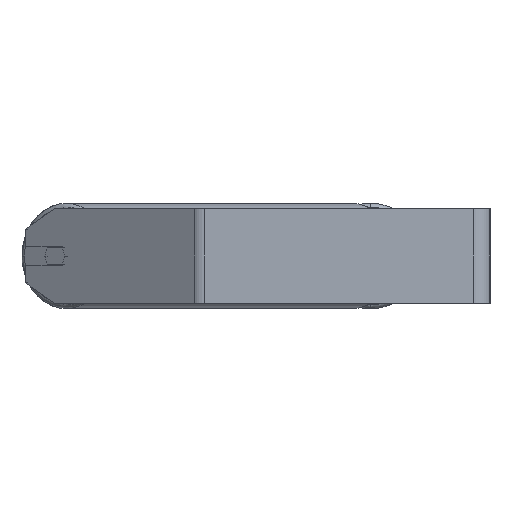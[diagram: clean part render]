
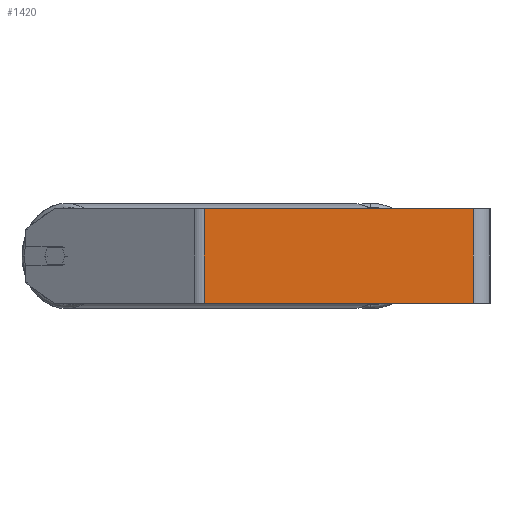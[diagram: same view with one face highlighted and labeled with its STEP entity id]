
A CAD part, left-side view. The second image highlights one B-rep face of the part: STEP entity #1420.
In plain terms, the highlighted planar face has unit normal (-1, 0, 0).
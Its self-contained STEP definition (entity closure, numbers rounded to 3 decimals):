
#165 = EDGE_CURVE ( 'NONE', #2929, #174, #5105, .T. ) ;
#174 = VERTEX_POINT ( 'NONE', #7793 ) ;
#644 = ORIENTED_EDGE ( 'NONE', *, *, #2855, .F. ) ;
#670 = DIRECTION ( 'NONE',  ( 1., 0., 0. ) ) ;
#953 = CARTESIAN_POINT ( 'NONE',  ( -700., 241.283, 40. ) ) ;
#1334 = EDGE_CURVE ( 'NONE', #2865, #2929, #2004, .T. ) ;
#1420 = ADVANCED_FACE ( 'NONE', ( #4072 ), #1428, .F. ) ;
#1428 = PLANE ( 'NONE',  #6177 ) ;
#1537 = VERTEX_POINT ( 'NONE', #6956 ) ;
#1735 = DIRECTION ( 'NONE',  ( 0., -1., 0. ) ) ;
#1957 = DIRECTION ( 'NONE',  ( 0., 0., -1. ) ) ;
#2004 = LINE ( 'NONE', #2754, #6036 ) ;
#2295 = DIRECTION ( 'NONE',  ( 0., -1., 0. ) ) ;
#2501 = DIRECTION ( 'NONE',  ( 0., 0., -1. ) ) ;
#2526 = VECTOR ( 'NONE', #2501, 1000. ) ;
#2754 = CARTESIAN_POINT ( 'NONE',  ( -700., 241.283, 40. ) ) ;
#2855 = EDGE_CURVE ( 'NONE', #2865, #1537, #2913, .T. ) ;
#2865 = VERTEX_POINT ( 'NONE', #953 ) ;
#2913 = LINE ( 'NONE', #8386, #4638 ) ;
#2929 = VERTEX_POINT ( 'NONE', #7102 ) ;
#3107 = CARTESIAN_POINT ( 'NONE',  ( -700., 245.697, -40. ) ) ;
#3997 = ORIENTED_EDGE ( 'NONE', *, *, #165, .T. ) ;
#4072 = FACE_OUTER_BOUND ( 'NONE', #8728, .T. ) ;
#4559 = EDGE_CURVE ( 'NONE', #1537, #174, #7180, .T. ) ;
#4638 = VECTOR ( 'NONE', #2295, 1000. ) ;
#5105 = LINE ( 'NONE', #3107, #8403 ) ;
#5315 = CARTESIAN_POINT ( 'NONE',  ( -700., 245.697, 40. ) ) ;
#5651 = ORIENTED_EDGE ( 'NONE', *, *, #1334, .T. ) ;
#6036 = VECTOR ( 'NONE', #8008, 1000. ) ;
#6177 = AXIS2_PLACEMENT_3D ( 'NONE', #5315, #670, #1957 ) ;
#6488 = CARTESIAN_POINT ( 'NONE',  ( -700., 14., 40. ) ) ;
#6956 = CARTESIAN_POINT ( 'NONE',  ( -700., 14., 40. ) ) ;
#7102 = CARTESIAN_POINT ( 'NONE',  ( -700., 241.283, -40. ) ) ;
#7180 = LINE ( 'NONE', #6488, #2526 ) ;
#7236 = ORIENTED_EDGE ( 'NONE', *, *, #4559, .F. ) ;
#7793 = CARTESIAN_POINT ( 'NONE',  ( -700., 14., -40. ) ) ;
#8008 = DIRECTION ( 'NONE',  ( 0., 0., -1. ) ) ;
#8386 = CARTESIAN_POINT ( 'NONE',  ( -700., 245.697, 40. ) ) ;
#8403 = VECTOR ( 'NONE', #1735, 1000. ) ;
#8728 = EDGE_LOOP ( 'NONE', ( #3997, #7236, #644, #5651 ) ) ;
